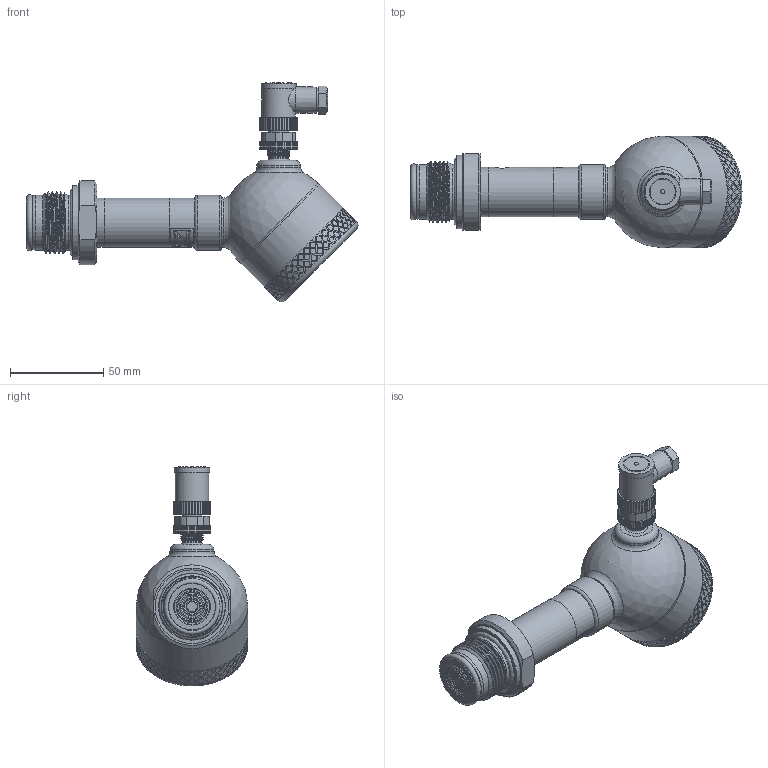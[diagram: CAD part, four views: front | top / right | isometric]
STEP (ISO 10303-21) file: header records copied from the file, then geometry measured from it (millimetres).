
FILE_DESCRIPTION(/* description */ (''),/* implementation_level */ '2;1');
FILE_NAME(/* name */ 'APZ3420sFH_G1-solidflush_5.step',/* time_stamp */ '2021-07-08T16:47:57+03:00',/* author */ (''),/* organization */ (''),/* preprocessor_version */ 'ST-DEVELOPER v18.1',/* originating_system */ 'Autodesk Translation Framework v10.9.0.1377',/* authorisation */ '');
FILE_SCHEMA (('AUTOMOTIVE_DESIGN { 1 0 10303 214 3 1 1 }'));
Length unit declared in the file: millimetre
Products named in the file (9): АПЗ 3420s заполненный 
+ полевой корпус; shell; solidflush G1 (2); Заполненный полевой 
корпус v13; Cover for display; Display; Main body; M12x1 adapter; M12x1 female angular v10
Assembly tree (8 placements, depth 3):
  АПЗ 3420s заполненный 
+ полевой корпус
    shell
    solidflush G1 (2)
    Заполненный полевой 
корпус v13
      Cover for display
      Display
      Main body
      M12x1 adapter
      M12x1 female angular v10
Bounding box: 178.38 x 60.1 x 118.16 mm (x, y, z)
Volume: 270428.4 mm3; surface area: 60167.3 mm2
Topology: 18 solids, 18 shells, 1838 faces, 4619 edges, 3040 vertices
Faces by surface type: bspline 966, cylinder 520, plane 296, torus 35, cone 19, sphere 2
Full cylindrical faces by diameter (mm): 1 x4, 2 x2, 5 x4, 7 x1, 8 x1, 9.3 x1, 9.471 x2, 10.5 x2, 10.741 x7, 11.035 x4, 11.156 x1, 11.884 x6, 12.152 x4, 13 x1, 18 x1, 19 x1, 19.7 x1, 21.6 x1, 21.767 x1, 22.4 x1, 22.5 x1, 23.6 x1, 24.5 x4, 25.437 x1, 26.5 x3, 29.5 x2, 29.6 x1, 30.291 x4, 35.6 x1, 39.6 x1
Entity records: 76411 total; most frequent: CARTESIAN_POINT 39383, ORIENTED_EDGE 9236, EDGE_CURVE 4618, DIRECTION 4556, VERTEX_POINT 3040, B_SPLINE_CURVE_WITH_KNOTS 2689, EDGE_LOOP 2100, FACE_OUTER_BOUND 1838
